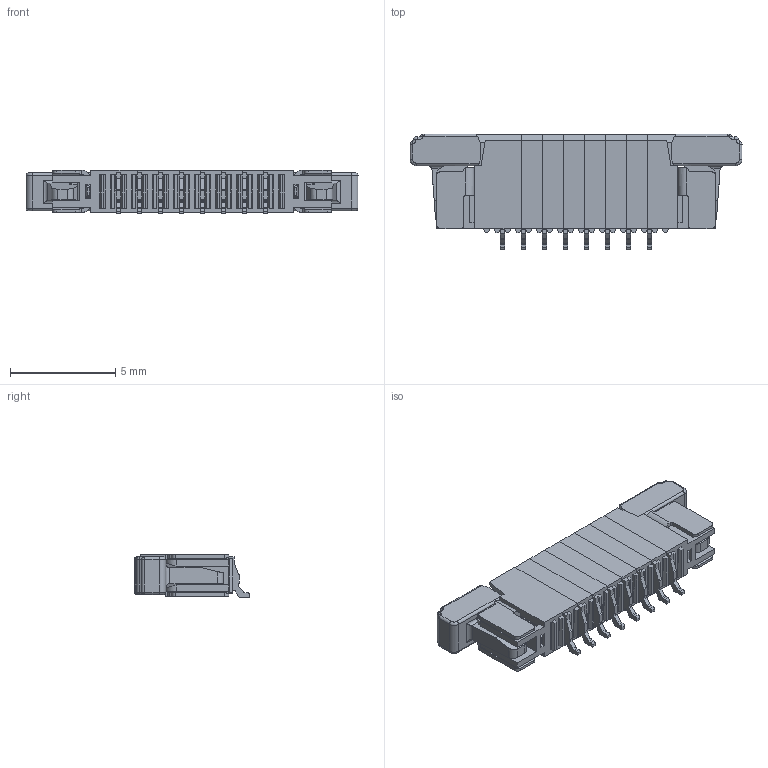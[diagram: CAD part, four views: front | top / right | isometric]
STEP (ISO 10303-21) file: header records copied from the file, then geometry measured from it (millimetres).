
FILE_DESCRIPTION((''),'2;1');
FILE_NAME('F52Q_8PIN_ASM','2020-05-25T',('FSA12-PC'),(''),'CREO PARAMETRIC BY PTC INC, 2014500','CREO PARAMETRIC BY PTC INC, 2014500','');
FILE_SCHEMA(('AUTOMOTIVE_DESIGN { 1 0 10303 214 1 1 1 1 }'));
Length unit declared in the file: millimetre
Products named in the file (4): F52Q_L; F52Q_M; F52Q_R; F52Q_8PIN_ASM
Assembly tree (8 placements, depth 2):
  F52Q_8PIN_ASM
    F52Q_L
    F52Q_M  x6
    F52Q_R
Bounding box: 15.8 x 5.5 x 2.05 mm (x, y, z)
Volume: 97.9 mm3; surface area: 557.1 mm2
Topology: 8 solids, 8 shells, 1493 faces, 4297 edges, 2818 vertices
Faces by surface type: plane 1111, cylinder 350, torus 16, bspline 16
Entity records: 25828 total; most frequent: CARTESIAN_POINT 5330, ORIENTED_EDGE 4418, DIRECTION 4018, EDGE_CURVE 2209, VECTOR 1688, LINE 1688, VERTEX_POINT 1438, AXIS2_PLACEMENT_3D 1165
